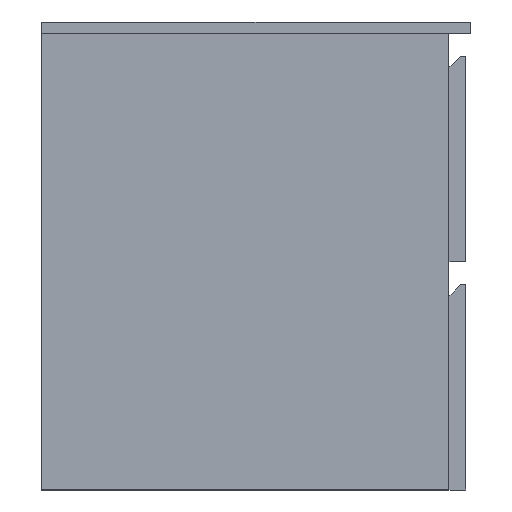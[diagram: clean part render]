
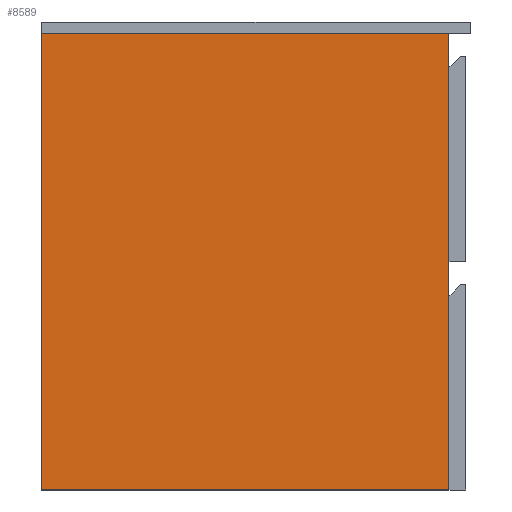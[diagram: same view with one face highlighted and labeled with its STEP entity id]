
A CAD part, left-side view. The second image highlights one B-rep face of the part: STEP entity #8589.
In plain terms, the highlighted face is planar.
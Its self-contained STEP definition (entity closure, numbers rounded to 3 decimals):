
#849 = ORIENTED_EDGE ( 'NONE', *, *, #5500, .F. ) ;
#904 = LINE ( 'NONE', #16265, #22909 ) ;
#1226 = CARTESIAN_POINT ( 'NONE',  ( 490., 437., -2. ) ) ;
#1835 = VERTEX_POINT ( 'NONE', #17733 ) ;
#5500 = EDGE_CURVE ( 'EFI102', #17373, #1835, #904, .T. ) ;
#5615 = VECTOR ( 'NONE', #6585, 1000. ) ;
#5805 = CARTESIAN_POINT ( 'NONE',  ( 0., 437., -2. ) ) ;
#6569 = ORIENTED_EDGE ( 'NONE', *, *, #21052, .F. ) ;
#6585 = DIRECTION ( 'NONE',  ( 0., 1., 0. ) ) ;
#7608 = LINE ( 'NONE', #5805, #17822 ) ;
#8589 = ADVANCED_FACE ( 'NONE', ( #20232 ), #18839, .T. ) ;
#8602 = ORIENTED_EDGE ( 'NONE', *, *, #18585, .F. ) ;
#8607 = VECTOR ( 'NONE', #21634, 1000. ) ;
#8807 = CARTESIAN_POINT ( 'NONE',  ( 0., 437., -2. ) ) ;
#8829 = LINE ( 'NONE', #1226, #5615 ) ;
#9512 = CARTESIAN_POINT ( 'NONE',  ( 490., 0., -2. ) ) ;
#9600 = CARTESIAN_POINT ( 'NONE',  ( 0., 437., -2. ) ) ;
#10224 = VERTEX_POINT ( 'NONE', #9512 ) ;
#10632 = VERTEX_POINT ( 'NONE', #12611 ) ;
#12296 = CARTESIAN_POINT ( 'NONE',  ( 0., 0., -2. ) ) ;
#12611 = CARTESIAN_POINT ( 'NONE',  ( 490., 437., -2. ) ) ;
#13113 = EDGE_CURVE ( 'EFI100', #10224, #10632, #8829, .T. ) ;
#16265 = CARTESIAN_POINT ( 'NONE',  ( 0., 437., -2. ) ) ;
#17373 = VERTEX_POINT ( 'NONE', #8807 ) ;
#17733 = CARTESIAN_POINT ( 'NONE',  ( 0., 0., -2. ) ) ;
#17822 = VECTOR ( 'NONE', #22883, 1000. ) ;
#18585 = EDGE_CURVE ( 'EFI101', #1835, #10224, #23266, .T. ) ;
#18839 = PLANE ( 'NONE',  #21071 ) ;
#18872 = ORIENTED_EDGE ( 'NONE', *, *, #13113, .F. ) ;
#18922 = DIRECTION ( 'NONE',  ( 0., 0., -1. ) ) ;
#20232 = FACE_OUTER_BOUND ( 'NONE', #24062, .T. ) ;
#21052 = EDGE_CURVE ( 'EFI103', #10632, #17373, #7608, .T. ) ;
#21071 = AXIS2_PLACEMENT_3D ( 'NONE', #9600, #18922, #22756 ) ;
#21634 = DIRECTION ( 'NONE',  ( 1., 0., 0. ) ) ;
#21832 = DIRECTION ( 'NONE',  ( 0., -1., 0. ) ) ;
#22756 = DIRECTION ( 'NONE',  ( -1., 0., 0. ) ) ;
#22883 = DIRECTION ( 'NONE',  ( -1., 0., 0. ) ) ;
#22909 = VECTOR ( 'NONE', #21832, 1000. ) ;
#23266 = LINE ( 'NONE', #12296, #8607 ) ;
#24062 = EDGE_LOOP ( 'NONE', ( #849, #6569, #18872, #8602 ) ) ;
